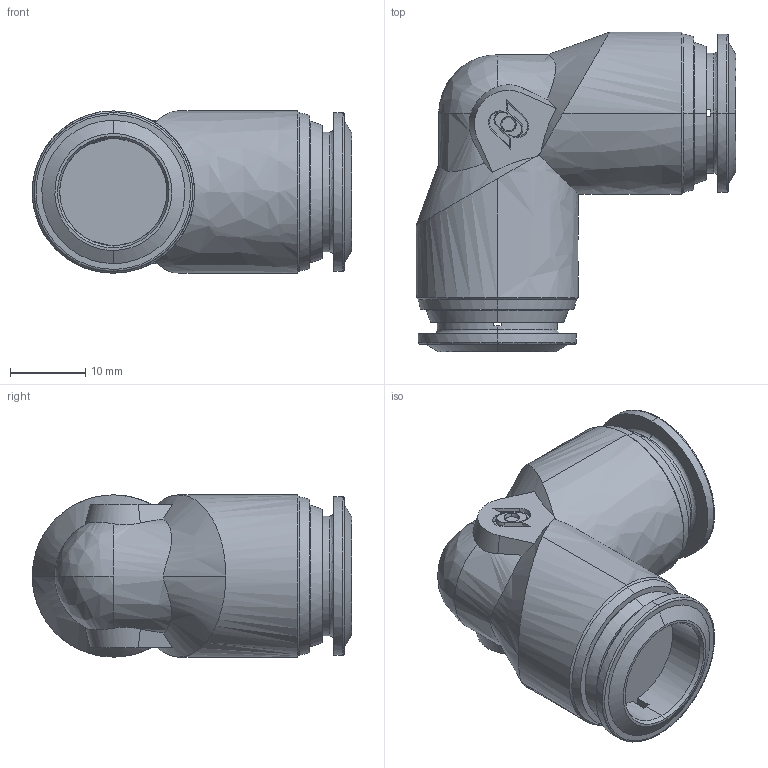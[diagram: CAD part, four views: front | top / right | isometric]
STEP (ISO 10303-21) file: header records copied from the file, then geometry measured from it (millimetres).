
FILE_DESCRIPTION (( 'STEP AP214' ), '1' );
FILE_NAME ('PUL14_ME.STEP', '2018-09-06T13:55:54', ( '' ), ( '' ), 'SwSTEP 2.0', 'SolidWorks 2018', '' );
FILE_SCHEMA (( 'AUTOMOTIVE_DESIGN' ));
Length unit declared in the file: millimetre
Products named in the file (1): PUL14_ME
Bounding box: 42.35 x 42.35 x 21.5 mm (x, y, z)
Volume: 17094.4 mm3; surface area: 5735.9 mm2
Topology: 1 solids, 1 shells, 134 faces, 360 edges, 238 vertices
Faces by surface type: bspline 134
Entity records: 7276 total; most frequent: CARTESIAN_POINT 5106, ORIENTED_EDGE 716, EDGE_CURVE 358, B_SPLINE_CURVE_WITH_KNOTS 275, VERTEX_POINT 238, EDGE_LOOP 154, FACE_OUTER_BOUND 134, ADVANCED_FACE 134
